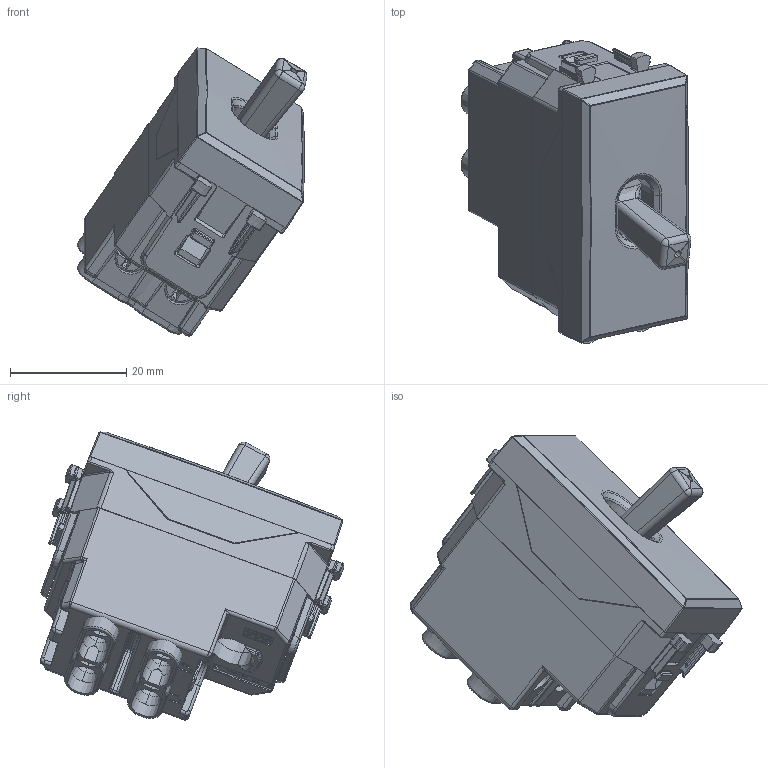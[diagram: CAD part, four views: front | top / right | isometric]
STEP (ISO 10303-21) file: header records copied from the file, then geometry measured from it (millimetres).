
FILE_DESCRIPTION(('CATIA V5 STEP Exchange'),'2;1');
FILE_NAME('446010LV_20A.stp','2024-02-15T10:07:49+00:00',('none'),('none'),'CATIA Version 5-6 Release 2016 SP6','CATIA V5 STEP AP203','none');
FILE_SCHEMA(('CONFIG_CONTROL_DESIGN'));
Length unit declared in the file: millimetre
Products named in the file (1): 446010LV_20A
Assembly tree (18 placements, depth 2):
  446010LV_20A
    #57
    #39609  x4
    #41522  x2
    #42388
    #90624
    #96278
    #105738
    #107905
    #116157  x2
    #117844  x2
    #118889  x2
Bounding box: 39.5 x 52.17 x 49.47 mm (x, y, z)
Volume: 16510.4 mm3; surface area: 26419.3 mm2
Topology: 20 solids, 20 shells, 3433 faces, 9216 edges, 5683 vertices
Faces by surface type: plane 1653, cylinder 988, bspline 323, cone 216, sphere 122, torus 109, extrusion 18, revolution 4
Entity records: 120463 total; most frequent: CARTESIAN_POINT 53355, ORIENTED_EDGE 16280, DIRECTION 9725, EDGE_CURVE 8140, VERTEX_POINT 5084, VECTOR 4150, LINE 4132, AXIS2_PLACEMENT_3D 3299
